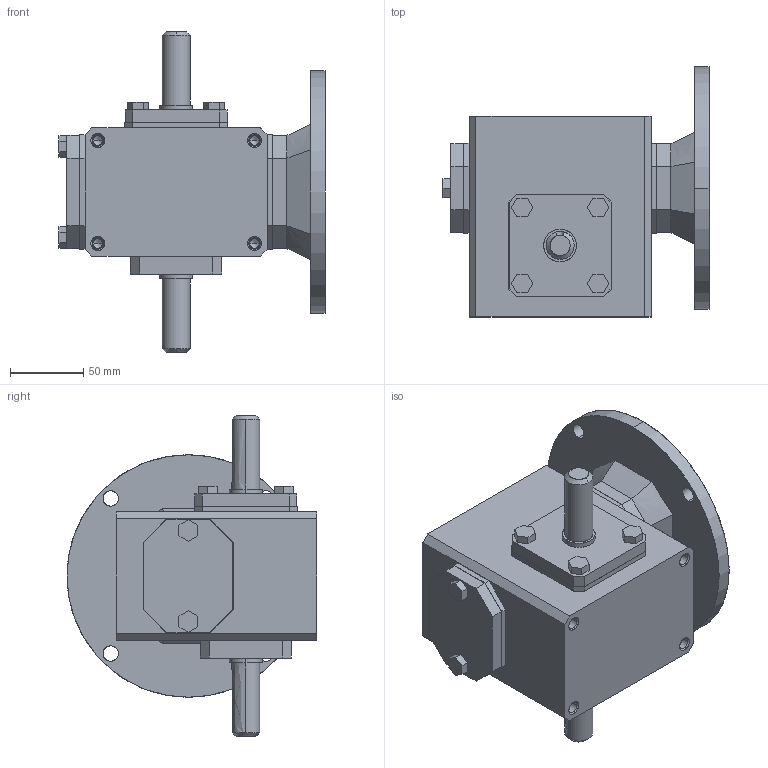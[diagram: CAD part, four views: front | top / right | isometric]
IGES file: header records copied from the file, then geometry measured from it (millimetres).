
Start section: SolidWorks IGES file using analytic representation for surfaces
Global section: file name: 15DEFAU0505112506213.igs; native system: SolidWorks 2017; preprocessor: SolidWorks 2017; author: partstream; date: 170505.112504; units: inch
Bounding box: 181.1 x 170.18 x 218.95 mm (x, y, z)
Surface area: 156276 mm2 (no closed solid volume)
Topology: 0 solids, 0 shells, 360 faces, 3720 edges, 3700 vertices
Faces by surface type: bspline 247, revolution 113
